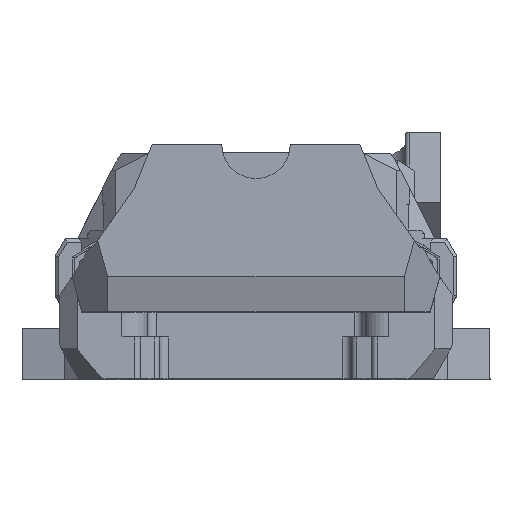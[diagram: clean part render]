
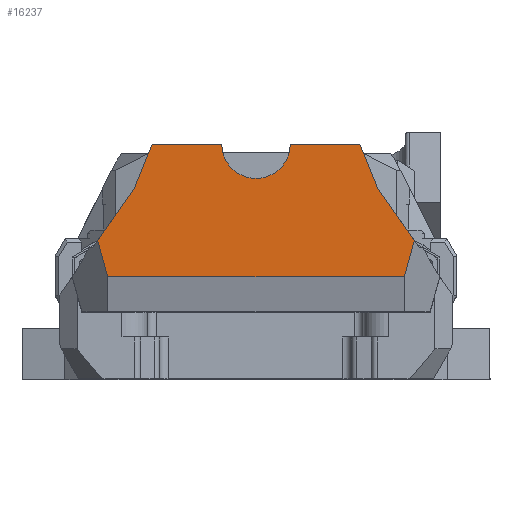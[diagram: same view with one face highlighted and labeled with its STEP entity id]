
A CAD part, top view. The second image highlights one B-rep face of the part: STEP entity #16237.
In plain terms, the highlighted planar face has unit normal (0, 0, 1).
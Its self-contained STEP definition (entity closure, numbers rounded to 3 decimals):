
#295=CIRCLE('',#17427,4.);
#802=PLANE('',#17426);
#1586=FACE_OUTER_BOUND('',#2493,.T.);
#2493=EDGE_LOOP('',(#13783,#13784,#13785,#13786,#13787,#13788,#13789,#13790,
#13791,#13792,#13793,#13794));
#3923=LINE('',#25200,#5813);
#3932=LINE('',#25227,#5822);
#4097=LINE('',#25654,#5987);
#4113=LINE('',#25688,#6003);
#4114=LINE('',#25690,#6004);
#4116=LINE('',#25694,#6006);
#4117=LINE('',#25697,#6007);
#4118=LINE('',#25699,#6008);
#4119=LINE('',#25700,#6009);
#4120=LINE('',#25702,#6010);
#4121=LINE('',#25703,#6011);
#5813=VECTOR('',#20507,10.);
#5822=VECTOR('',#20530,10.);
#5987=VECTOR('',#20837,10.);
#6003=VECTOR('',#20865,10.);
#6004=VECTOR('',#20868,10.);
#6006=VECTOR('',#20872,10.);
#6007=VECTOR('',#20875,10.);
#6008=VECTOR('',#20876,10.);
#6009=VECTOR('',#20877,10.);
#6010=VECTOR('',#20878,10.);
#6011=VECTOR('',#20879,10.);
#7728=VERTEX_POINT('',#25197);
#7729=VERTEX_POINT('',#25199);
#7739=VERTEX_POINT('',#25224);
#7740=VERTEX_POINT('',#25226);
#7900=VERTEX_POINT('',#25639);
#7907=VERTEX_POINT('',#25652);
#7917=VERTEX_POINT('',#25682);
#7919=VERTEX_POINT('',#25686);
#7920=VERTEX_POINT('',#25693);
#7921=VERTEX_POINT('',#25696);
#7922=VERTEX_POINT('',#25698);
#7923=VERTEX_POINT('',#25701);
#9747=EDGE_CURVE('',#7729,#7728,#3923,.T.);
#9760=EDGE_CURVE('',#7740,#7739,#3932,.T.);
#9963=EDGE_CURVE('',#7900,#7907,#4097,.T.);
#9980=EDGE_CURVE('',#7919,#7917,#4113,.T.);
#9981=EDGE_CURVE('',#7917,#7739,#4114,.T.);
#9983=EDGE_CURVE('',#7729,#7920,#4116,.T.);
#9984=EDGE_CURVE('',#7728,#7740,#295,.T.);
#9985=EDGE_CURVE('',#7921,#7919,#4117,.F.);
#9986=EDGE_CURVE('',#7922,#7921,#4118,.T.);
#9987=EDGE_CURVE('',#7922,#7900,#4119,.T.);
#9988=EDGE_CURVE('',#7907,#7923,#4120,.F.);
#9989=EDGE_CURVE('',#7923,#7920,#4121,.T.);
#13783=ORIENTED_EDGE('',*,*,#9983,.F.);
#13784=ORIENTED_EDGE('',*,*,#9747,.T.);
#13785=ORIENTED_EDGE('',*,*,#9984,.T.);
#13786=ORIENTED_EDGE('',*,*,#9760,.T.);
#13787=ORIENTED_EDGE('',*,*,#9981,.F.);
#13788=ORIENTED_EDGE('',*,*,#9980,.F.);
#13789=ORIENTED_EDGE('',*,*,#9985,.F.);
#13790=ORIENTED_EDGE('',*,*,#9986,.F.);
#13791=ORIENTED_EDGE('',*,*,#9987,.T.);
#13792=ORIENTED_EDGE('',*,*,#9963,.T.);
#13793=ORIENTED_EDGE('',*,*,#9988,.T.);
#13794=ORIENTED_EDGE('',*,*,#9989,.T.);
#16237=ADVANCED_FACE('',(#1586),#802,.T.);
#17426=AXIS2_PLACEMENT_3D('',#25692,#20870,#20871);
#17427=AXIS2_PLACEMENT_3D('',#25695,#20873,#20874);
#20507=DIRECTION('',(-1.,0.,0.));
#20530=DIRECTION('',(-1.,0.,0.));
#20837=DIRECTION('',(0.266,0.964,0.));
#20865=DIRECTION('',(0.,1.,0.));
#20868=DIRECTION('',(0.371,0.928,0.));
#20870=DIRECTION('center_axis',(0.,0.,1.));
#20871=DIRECTION('ref_axis',(1.,0.,0.));
#20872=DIRECTION('',(0.371,-0.928,0.));
#20873=DIRECTION('center_axis',(0.,0.,-1.));
#20874=DIRECTION('ref_axis',(-1.,0.,0.));
#20875=DIRECTION('',(-0.574,-0.819,0.));
#20876=DIRECTION('',(-0.266,0.964,0.));
#20877=DIRECTION('',(1.,0.,0.));
#20878=DIRECTION('',(0.574,-0.819,0.));
#20879=DIRECTION('',(0.,1.,0.));
#25197=CARTESIAN_POINT('',(4.,37.544,75.472));
#25199=CARTESIAN_POINT('',(12.148,37.544,75.472));
#25200=CARTESIAN_POINT('',(-10.6,37.544,75.472));
#25224=CARTESIAN_POINT('',(-12.148,37.544,75.472));
#25226=CARTESIAN_POINT('',(-4.,37.544,75.472));
#25227=CARTESIAN_POINT('',(-10.6,37.544,75.472));
#25639=CARTESIAN_POINT('',(17.338,22.044,75.472));
#25652=CARTESIAN_POINT('',(18.511,26.289,75.472));
#25654=CARTESIAN_POINT('',(15.811,16.519,75.472));
#25682=CARTESIAN_POINT('',(-14.148,32.544,75.472));
#25686=CARTESIAN_POINT('',(-14.148,32.52,75.472));
#25688=CARTESIAN_POINT('',(-14.148,32.52,75.472));
#25690=CARTESIAN_POINT('',(-17.997,22.923,75.472));
#25692=CARTESIAN_POINT('Origin',(-21.2,10.144,75.472));
#25693=CARTESIAN_POINT('',(14.148,32.544,75.472));
#25694=CARTESIAN_POINT('',(15.072,30.233,75.472));
#25695=CARTESIAN_POINT('Origin',(0.,37.544,75.472));
#25696=CARTESIAN_POINT('',(-18.511,26.289,75.472));
#25697=CARTESIAN_POINT('',(-27.62,13.281,75.472));
#25698=CARTESIAN_POINT('',(-17.338,22.044,75.472));
#25699=CARTESIAN_POINT('',(-15.811,16.519,75.472));
#25700=CARTESIAN_POINT('',(18.396,22.044,75.472));
#25701=CARTESIAN_POINT('',(14.148,32.52,75.472));
#25702=CARTESIAN_POINT('',(27.62,13.281,75.472));
#25703=CARTESIAN_POINT('',(14.148,32.52,75.472));
